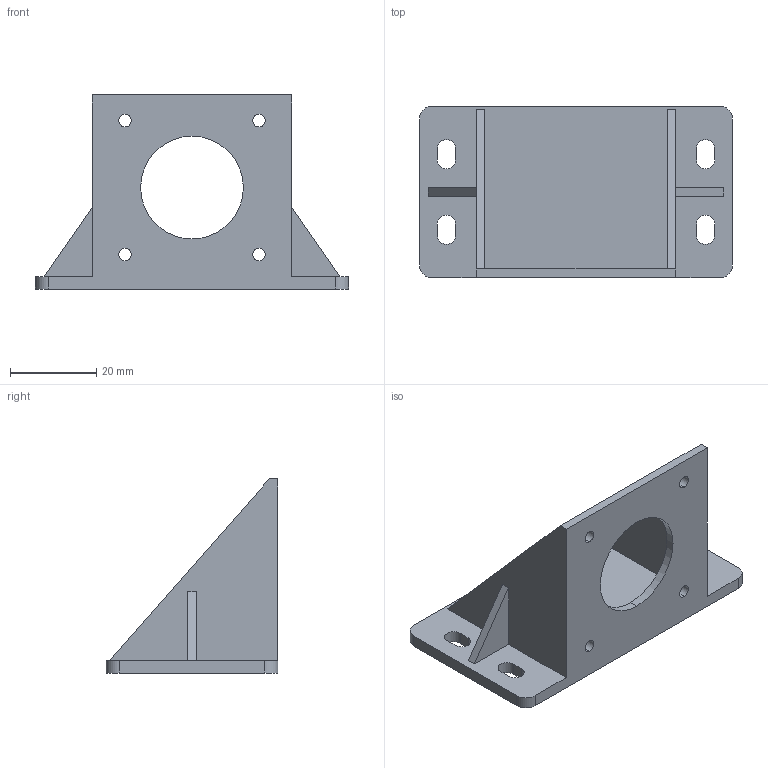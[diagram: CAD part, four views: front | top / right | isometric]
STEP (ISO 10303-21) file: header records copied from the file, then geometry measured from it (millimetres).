
FILE_DESCRIPTION (( 'STEP AP203' ), '1' );
FILE_NAME ('Nema 17 Motor mount.STEP', '2021-07-31T11:15:24', ( '' ), ( '' ), 'SwSTEP 2.0', 'SolidWorks 2020', '' );
FILE_SCHEMA (( 'CONFIG_CONTROL_DESIGN' ));
Length unit declared in the file: millimetre
Products named in the file (1): Nema 17 Motor mount
Bounding box: 72.5 x 39.8 x 44.95 mm (x, y, z)
Volume: 14338.9 mm3; surface area: 13080.1 mm2
Topology: 1 solids, 1 shells, 50 faces, 142 edges, 94 vertices
Faces by surface type: plane 28, cylinder 22
Entity records: 1747 total; most frequent: DIRECTION 288, CARTESIAN_POINT 287, ORIENTED_EDGE 284, EDGE_CURVE 142, LINE 98, VECTOR 98, AXIS2_PLACEMENT_3D 95, VERTEX_POINT 94
